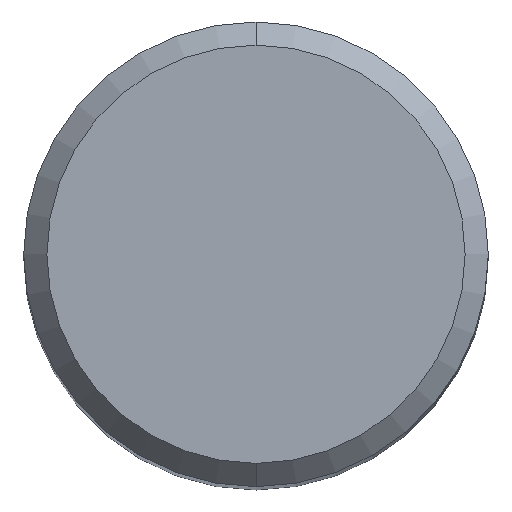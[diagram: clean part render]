
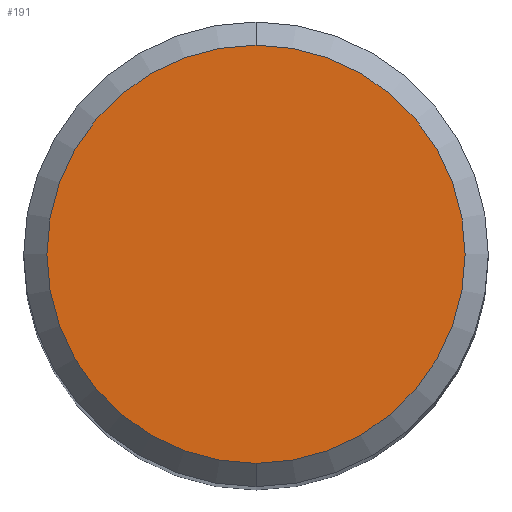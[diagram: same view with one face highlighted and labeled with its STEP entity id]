
A CAD part, top view. The second image highlights one B-rep face of the part: STEP entity #191.
In plain terms, the highlighted planar face has unit normal (0, 0, 1).
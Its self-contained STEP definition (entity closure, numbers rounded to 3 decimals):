
#191=ADVANCED_FACE('',(#499),#500,.T.);
#277=VERTEX_POINT('',#592);
#379=EDGE_CURVE('',#409,#277,#705,.T.);
#409=VERTEX_POINT('',#740);
#453=EDGE_CURVE('',#277,#409,#789,.T.);
#499=FACE_OUTER_BOUND('',#833,.T.);
#500=PLANE('',#834);
#592=CARTESIAN_POINT('',(0.,-5.4,0.0));
#705=CIRCLE('',#1353,5.4);
#740=CARTESIAN_POINT('',(0.0,5.4,0.0));
#789=CIRCLE('',#1484,5.4);
#833=EDGE_LOOP('',(#1524,#1525));
#834=AXIS2_PLACEMENT_3D('',#1526,#1527,#1528);
#1353=AXIS2_PLACEMENT_3D('',#1745,#1746,#1747);
#1484=AXIS2_PLACEMENT_3D('',#1850,#1851,#1852);
#1524=ORIENTED_EDGE('',*,*,#379,.F.);
#1525=ORIENTED_EDGE('',*,*,#453,.F.);
#1526=CARTESIAN_POINT('',(0.0,2.7,0.0));
#1527=DIRECTION('',(-0.0,0.0,1.0));
#1528=DIRECTION('',(0.0,-1.0,0.0));
#1745=CARTESIAN_POINT('',(0.0,0.0,0.0));
#1746=DIRECTION('',(0.0,0.0,-1.0));
#1747=DIRECTION('',(0.0,1.0,0.0));
#1850=CARTESIAN_POINT('',(0.0,0.0,0.0));
#1851=DIRECTION('',(0.0,0.0,-1.0));
#1852=DIRECTION('',(0.0,1.0,0.0));
